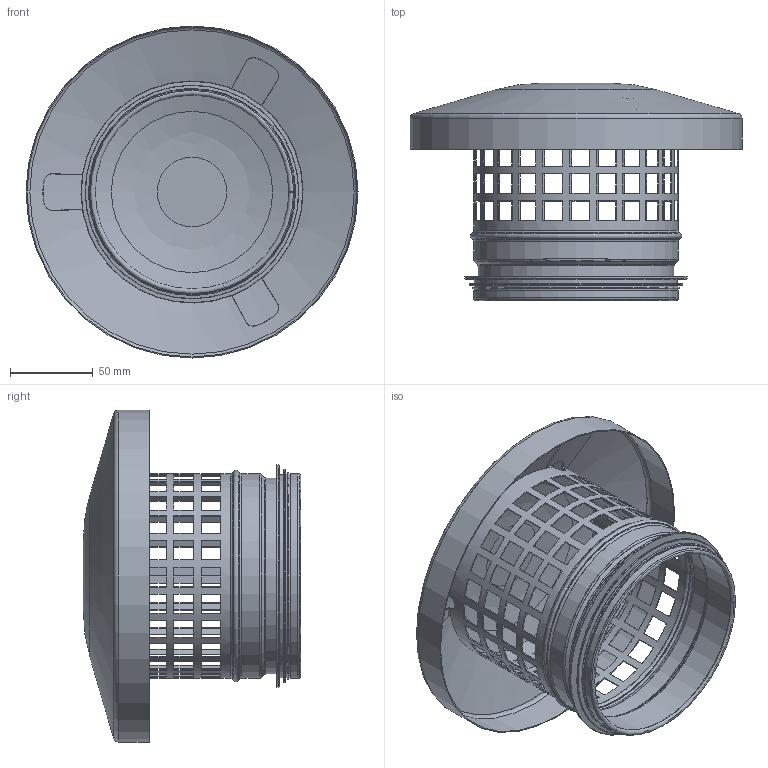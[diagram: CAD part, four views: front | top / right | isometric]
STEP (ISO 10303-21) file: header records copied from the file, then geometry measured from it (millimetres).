
FILE_DESCRIPTION(/* description */ ('Takhatt'),/* implementation_level */ '2;1');
FILE_NAME(/* name */ 'NA10004.stp',/* time_stamp */ '2016-11-28T03:41:07-08:00',/* author */ ('CAD'),/* organization */ (''),/* preprocessor_version */ 'ST-DEVELOPER v16.5',/* originating_system */ 'Autodesk Inventor 2017',/* authorisation */ '');
FILE_SCHEMA (('AUTOMOTIVE_DESIGN { 1 0 10303 214 3 1 1 }'));
Length unit declared in the file: millimetre
Products named in the file (4): HTH-03; HTH-AA-02; HTH-BA-01; 999004
Assembly tree (3 placements, depth 2):
  HTH-03
    HTH-AA-02
    HTH-BA-01
    999004
Bounding box: 201 x 131.6 x 201 mm (x, y, z)
Volume: 63732.8 mm3; surface area: 191961.2 mm2
Topology: 3 solids, 3 shells, 548 faces, 1514 edges, 970 vertices
Faces by surface type: plane 425, bspline 44, torus 32, cylinder 28, cone 19
Full cylindrical faces by diameter (mm): 120.45 x1, 123.05 x3, 129.45 x1, 134.45 x1, 199.8 x1, 201 x1
Entity records: 19260 total; most frequent: CARTESIAN_POINT 4143, ORIENTED_EDGE 2986, DIRECTION 2978, EDGE_CURVE 1493, AXIS2_PLACEMENT_3D 1048, VERTEX_POINT 969, LINE 882, VECTOR 882
